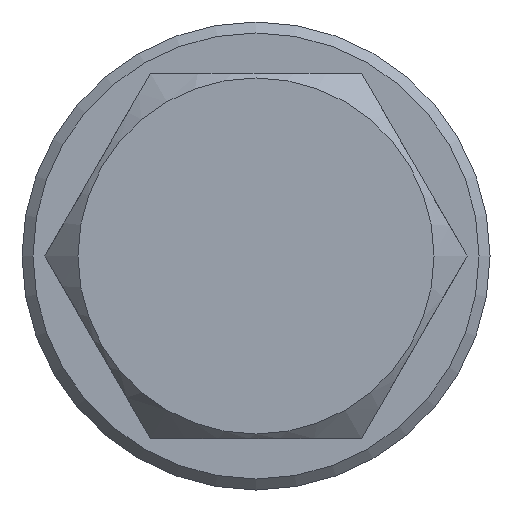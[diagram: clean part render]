
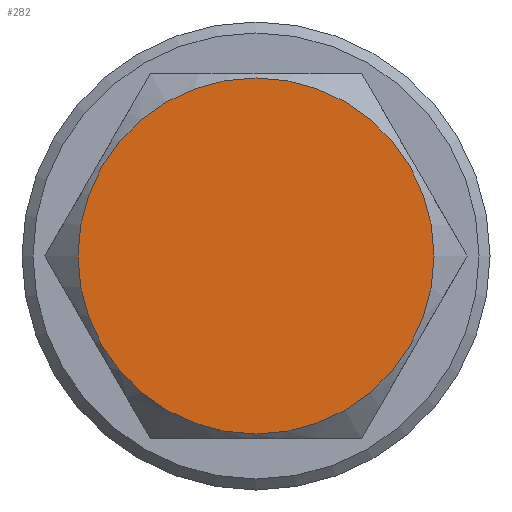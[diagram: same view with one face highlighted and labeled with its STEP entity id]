
A CAD part, front view. The second image highlights one B-rep face of the part: STEP entity #282.
In plain terms, the highlighted planar face has unit normal (0, -1, 0).
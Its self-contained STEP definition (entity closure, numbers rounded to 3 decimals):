
#55=PLANE('',#314);
#88=FACE_OUTER_BOUND('',#118,.T.);
#118=EDGE_LOOP('',(#239));
#127=CIRCLE('',#302,4.87);
#144=VERTEX_POINT('',#439);
#167=EDGE_CURVE('',#144,#144,#127,.T.);
#239=ORIENTED_EDGE('',*,*,#167,.T.);
#282=ADVANCED_FACE('',(#88),#55,.T.);
#302=AXIS2_PLACEMENT_3D('',#440,#351,#352);
#314=AXIS2_PLACEMENT_3D('',#472,#387,#388);
#351=DIRECTION('center_axis',(0.,-1.,0.));
#352=DIRECTION('ref_axis',(-0.866,0.,0.5));
#387=DIRECTION('center_axis',(0.,-1.,0.));
#388=DIRECTION('ref_axis',(-0.866,0.,0.5));
#439=CARTESIAN_POINT('',(-4.218,-9.75,2.435));
#440=CARTESIAN_POINT('Origin',(0.,-9.75,0.));
#472=CARTESIAN_POINT('Origin',(0.,-9.75,0.));
